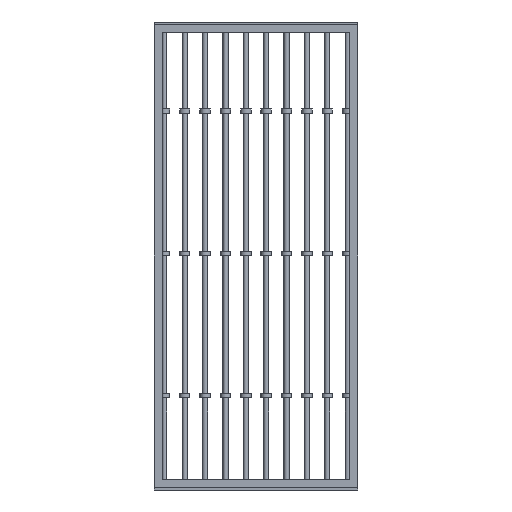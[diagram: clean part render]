
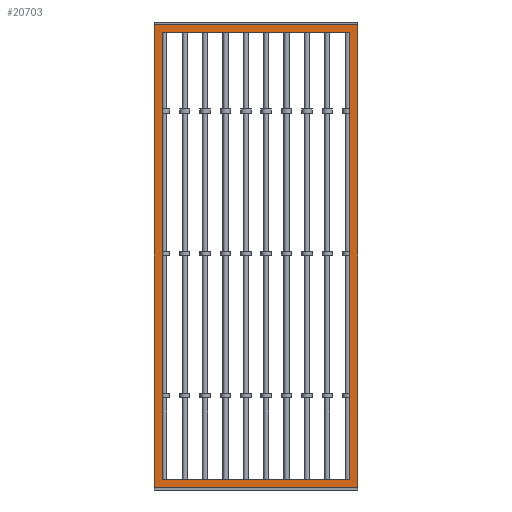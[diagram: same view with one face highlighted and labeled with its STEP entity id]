
A CAD part, left-side view. The second image highlights one B-rep face of the part: STEP entity #20703.
In plain terms, the highlighted planar face has unit normal (-1, 0, 0).
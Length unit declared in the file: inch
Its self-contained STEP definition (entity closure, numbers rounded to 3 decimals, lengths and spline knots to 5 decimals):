
#2108=LINE('',#34886,#3927);
#2111=LINE('',#34892,#3930);
#2114=LINE('',#34898,#3933);
#2117=LINE('',#34902,#3936);
#2120=LINE('',#34910,#3939);
#2123=LINE('',#34916,#3942);
#2126=LINE('',#34922,#3945);
#2129=LINE('',#34926,#3948);
#3927=VECTOR('',#28970,0.3937);
#3930=VECTOR('',#28975,0.3937);
#3933=VECTOR('',#28980,0.3937);
#3936=VECTOR('',#28985,0.3937);
#3939=VECTOR('',#28990,0.3937);
#3942=VECTOR('',#28995,0.3937);
#3945=VECTOR('',#29000,0.3937);
#3948=VECTOR('',#29005,0.3937);
#5007=FACE_BOUND('',#7497,.T.);
#5996=FACE_OUTER_BOUND('',#7496,.T.);
#7496=EDGE_LOOP('',(#19265,#19266,#19267,#19268));
#7497=EDGE_LOOP('',(#19269,#19270,#19271,#19272));
#10520=VERTEX_POINT('',#34883);
#10521=VERTEX_POINT('',#34885);
#10523=VERTEX_POINT('',#34891);
#10525=VERTEX_POINT('',#34897);
#10528=VERTEX_POINT('',#34907);
#10529=VERTEX_POINT('',#34909);
#10531=VERTEX_POINT('',#34915);
#10533=VERTEX_POINT('',#34921);
#13425=EDGE_CURVE('',#10521,#10520,#2108,.T.);
#13428=EDGE_CURVE('',#10523,#10521,#2111,.T.);
#13431=EDGE_CURVE('',#10525,#10523,#2114,.T.);
#13434=EDGE_CURVE('',#10520,#10525,#2117,.T.);
#13437=EDGE_CURVE('',#10529,#10528,#2120,.T.);
#13440=EDGE_CURVE('',#10531,#10529,#2123,.T.);
#13443=EDGE_CURVE('',#10533,#10531,#2126,.T.);
#13446=EDGE_CURVE('',#10528,#10533,#2129,.T.);
#19265=ORIENTED_EDGE('',*,*,#13446,.T.);
#19266=ORIENTED_EDGE('',*,*,#13443,.T.);
#19267=ORIENTED_EDGE('',*,*,#13440,.T.);
#19268=ORIENTED_EDGE('',*,*,#13437,.T.);
#19269=ORIENTED_EDGE('',*,*,#13434,.T.);
#19270=ORIENTED_EDGE('',*,*,#13431,.T.);
#19271=ORIENTED_EDGE('',*,*,#13428,.T.);
#19272=ORIENTED_EDGE('',*,*,#13425,.T.);
#19714=PLANE('',#22877);
#20703=ADVANCED_FACE('',(#5996,#5007),#19714,.T.);
#22877=AXIS2_PLACEMENT_3D('',#34928,#29008,#29009);
#28970=DIRECTION('',(0.,0.,1.));
#28975=DIRECTION('',(0.,1.,0.));
#28980=DIRECTION('',(0.,0.,-1.));
#28985=DIRECTION('',(0.,-1.,0.));
#28990=DIRECTION('',(0.,0.,1.));
#28995=DIRECTION('',(0.,-1.,0.));
#29000=DIRECTION('',(0.,0.,-1.));
#29005=DIRECTION('',(0.,1.,0.));
#29008=DIRECTION('center_axis',(-1.,0.,0.));
#29009=DIRECTION('ref_axis',(0.,0.,1.));
#34883=CARTESIAN_POINT('',(-0.125,9.6,-0.4));
#34885=CARTESIAN_POINT('',(-0.125,9.6,-22.35));
#34886=CARTESIAN_POINT('',(-0.125,9.6,-22.35));
#34891=CARTESIAN_POINT('',(-0.125,0.4,-22.35));
#34892=CARTESIAN_POINT('',(-0.125,0.4,-22.35));
#34897=CARTESIAN_POINT('',(-0.125,0.4,-0.4));
#34898=CARTESIAN_POINT('',(-0.125,0.4,-0.4));
#34902=CARTESIAN_POINT('',(-0.125,9.6,-0.4));
#34907=CARTESIAN_POINT('',(-0.125,0.,0.));
#34909=CARTESIAN_POINT('',(-0.125,0.,-22.75));
#34910=CARTESIAN_POINT('',(-0.125,0.,0.));
#34915=CARTESIAN_POINT('',(-0.125,10.,-22.75));
#34916=CARTESIAN_POINT('',(-0.125,0.,-22.75));
#34921=CARTESIAN_POINT('',(-0.125,10.,0.));
#34922=CARTESIAN_POINT('',(-0.125,10.,-22.75));
#34926=CARTESIAN_POINT('',(-0.125,10.,0.));
#34928=CARTESIAN_POINT('Origin',(-0.125,5.,-11.375));
